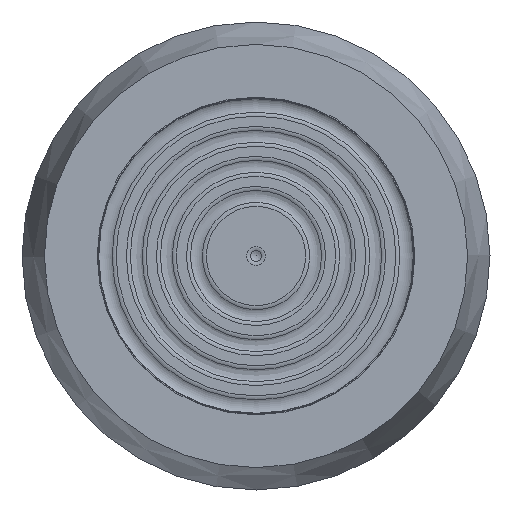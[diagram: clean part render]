
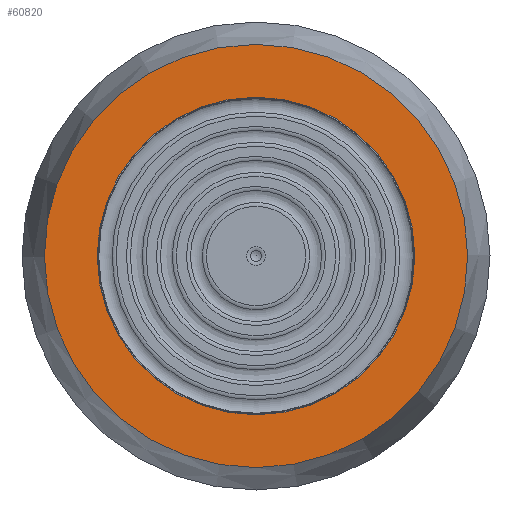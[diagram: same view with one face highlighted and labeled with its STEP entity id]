
A CAD part, left-side view. The second image highlights one B-rep face of the part: STEP entity #60820.
In plain terms, the highlighted planar face has unit normal (-1, 0, 0).
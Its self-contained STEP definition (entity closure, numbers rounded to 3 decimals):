
#4513=FACE_BOUND('',#15700,.T.);
#7713=PLANE('',#68797);
#11630=FACE_OUTER_BOUND('',#15699,.T.);
#15699=EDGE_LOOP('',(#56397));
#15700=EDGE_LOOP('',(#56398));
#16602=CIRCLE('',#68789,19.);
#16607=CIRCLE('',#68798,25.321);
#28947=VERTEX_POINT('',#138889);
#28950=VERTEX_POINT('',#138902);
#38106=EDGE_CURVE('',#28947,#28947,#16602,.T.);
#38112=EDGE_CURVE('',#28950,#28950,#16607,.T.);
#56397=ORIENTED_EDGE('',*,*,#38112,.F.);
#56398=ORIENTED_EDGE('',*,*,#38106,.T.);
#60820=ADVANCED_FACE('',(#11630,#4513),#7713,.T.);
#68789=AXIS2_PLACEMENT_3D('',#138890,#87054,#87055);
#68797=AXIS2_PLACEMENT_3D('',#138901,#87071,#87072);
#68798=AXIS2_PLACEMENT_3D('',#138903,#87073,#87074);
#87054=DIRECTION('center_axis',(1.,0.,0.));
#87055=DIRECTION('ref_axis',(0.,1.,0.));
#87071=DIRECTION('center_axis',(-1.,0.,0.));
#87072=DIRECTION('ref_axis',(0.,0.,1.));
#87073=DIRECTION('center_axis',(1.,0.,0.));
#87074=DIRECTION('ref_axis',(0.,0.,-1.));
#138889=CARTESIAN_POINT('',(-37.,-19.,0.));
#138890=CARTESIAN_POINT('Origin',(-37.,0.,0.));
#138901=CARTESIAN_POINT('Origin',(-37.,25.321,0.));
#138902=CARTESIAN_POINT('',(-37.,-25.321,0.));
#138903=CARTESIAN_POINT('Origin',(-37.,0.,0.));
